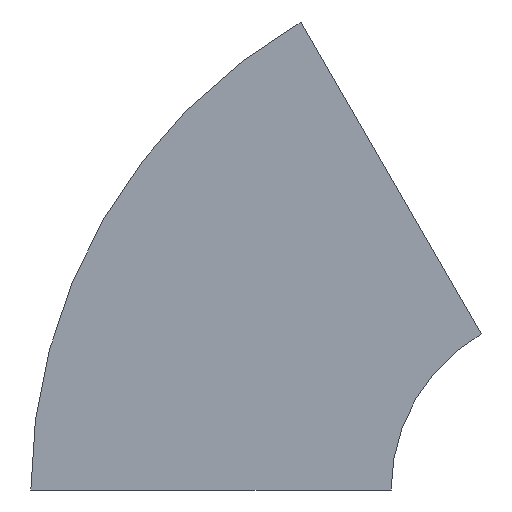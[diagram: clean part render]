
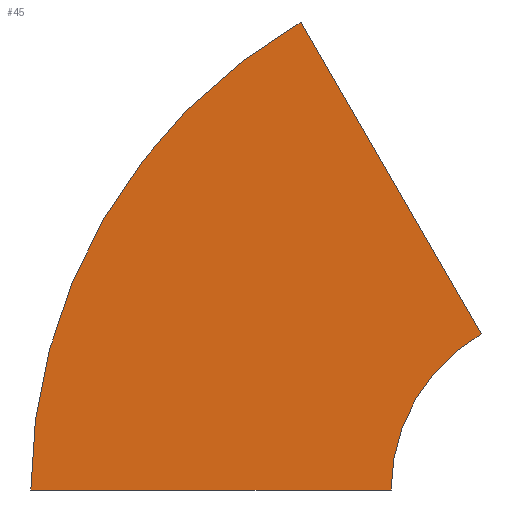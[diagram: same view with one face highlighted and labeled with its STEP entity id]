
A CAD part, left-side view. The second image highlights one B-rep face of the part: STEP entity #45.
In plain terms, the highlighted planar face has unit normal (-1, 0, 0).
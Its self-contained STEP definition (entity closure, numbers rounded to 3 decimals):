
#45=ADVANCED_FACE('',(#85),#86,.F.);
#85=FACE_OUTER_BOUND('',#117,.T.);
#86=PLANE('',#118);
#117=EDGE_LOOP('',(#173,#174,#175,#176,#177,#178));
#118=AXIS2_PLACEMENT_3D('',#179,#180,#181);
#173=ORIENTED_EDGE('',*,*,#202,.F.);
#174=ORIENTED_EDGE('',*,*,#215,.F.);
#175=ORIENTED_EDGE('',*,*,#195,.F.);
#176=ORIENTED_EDGE('',*,*,#213,.F.);
#177=ORIENTED_EDGE('',*,*,#208,.F.);
#178=ORIENTED_EDGE('',*,*,#204,.F.);
#179=CARTESIAN_POINT('',(0.,0.968,0.559));
#180=DIRECTION('',(1.0,0.0,0.0));
#181=DIRECTION('',(0.0,1.0,-0.0));
#195=EDGE_CURVE('',#221,#224,#225,.T.);
#202=EDGE_CURVE('',#235,#231,#237,.T.);
#204=EDGE_CURVE('',#231,#239,#240,.T.);
#208=EDGE_CURVE('',#239,#245,#246,.T.);
#213=EDGE_CURVE('',#245,#221,#252,.T.);
#215=EDGE_CURVE('',#224,#235,#254,.T.);
#221=VERTEX_POINT('',#260);
#224=VERTEX_POINT('',#264);
#225=CIRCLE('',#265,20.);
#231=VERTEX_POINT('',#272);
#235=VERTEX_POINT('',#277);
#237=CIRCLE('',#280,60.);
#239=VERTEX_POINT('',#282);
#240=CIRCLE('',#283,60.);
#245=VERTEX_POINT('',#289);
#246=LINE('',#290,#291);
#252=CIRCLE('',#299,20.);
#254=LINE('',#301,#302);
#260=CARTESIAN_POINT('',(0.,-17.321,-10.));
#264=CARTESIAN_POINT('',(0.,-14.641,-20.0));
#265=AXIS2_PLACEMENT_3D('',#309,#310,#311);
#272=CARTESIAN_POINT('',(0.,17.321,10.));
#277=CARTESIAN_POINT('',(0.,25.359,-20.0));
#280=AXIS2_PLACEMENT_3D('',#321,#322,#323);
#282=CARTESIAN_POINT('',(0.,-4.641,31.962));
#283=AXIS2_PLACEMENT_3D('',#324,#325,#326);
#289=CARTESIAN_POINT('',(0.,-24.641,-2.679));
#290=CARTESIAN_POINT('',(0.,-4.641,31.962));
#291=VECTOR('',#331,40.);
#299=AXIS2_PLACEMENT_3D('',#337,#338,#339);
#301=CARTESIAN_POINT('',(0.,-14.641,-20.0));
#302=VECTOR('',#340,40.0);
#309=CARTESIAN_POINT('',(0.,-34.641,-20.));
#310=DIRECTION('',(-1.0,0.0,0.0));
#311=DIRECTION('',(0.0,0.866,0.5));
#321=CARTESIAN_POINT('',(0.,-34.641,-20.));
#322=DIRECTION('',(1.0,0.0,-0.0));
#323=DIRECTION('',(0.0,0.866,0.5));
#324=CARTESIAN_POINT('',(0.,-34.641,-20.));
#325=DIRECTION('',(1.0,0.0,-0.0));
#326=DIRECTION('',(0.0,0.866,0.5));
#331=DIRECTION('',(0.0,-0.5,-0.866));
#337=CARTESIAN_POINT('',(0.,-34.641,-20.));
#338=DIRECTION('',(-1.0,0.0,0.0));
#339=DIRECTION('',(0.0,0.866,0.5));
#340=DIRECTION('',(0.0,1.0,0.0));
